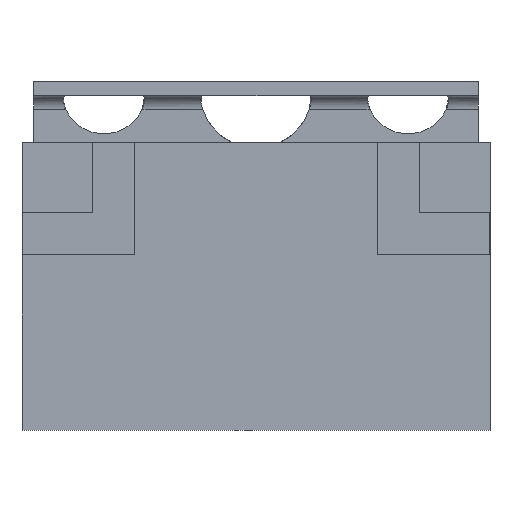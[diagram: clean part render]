
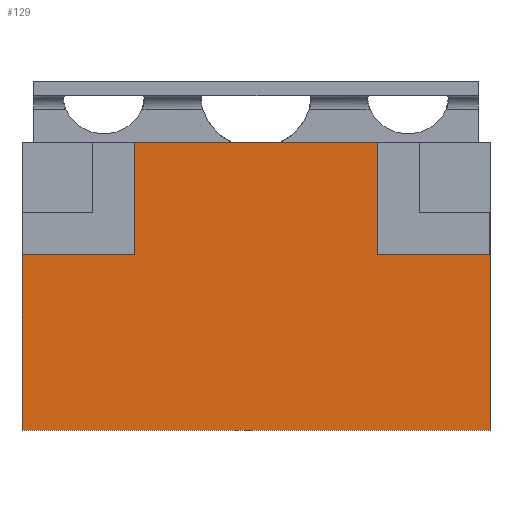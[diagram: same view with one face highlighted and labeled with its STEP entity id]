
A CAD part, left-side view. The second image highlights one B-rep face of the part: STEP entity #129.
In plain terms, the highlighted planar face has unit normal (-1, 0, 0).
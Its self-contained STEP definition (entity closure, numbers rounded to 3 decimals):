
#129=ADVANCED_FACE('',(#3387),#3389,.F.);
#3387=FACE_BOUND('',#3388,.T.);
#3388=EDGE_LOOP('',(#8541,#8542,#8543,#8544,#8545,#8546,#8547,#8548));
#3389=PLANE('',#3390);
#3390=AXIS2_PLACEMENT_3D('',#3391,#3392,#3393);
#3391=CARTESIAN_POINT('',(-2.,-5.,6.15));
#3392=DIRECTION('',(1.,0.,0.));
#3393=DIRECTION('',(0.,0.,-1.));
#8541=ORIENTED_EDGE('',*,*,#10472,.F.);
#8542=ORIENTED_EDGE('',*,*,#10473,.F.);
#8543=ORIENTED_EDGE('',*,*,#10474,.F.);
#8544=ORIENTED_EDGE('',*,*,#10437,.T.);
#8545=ORIENTED_EDGE('',*,*,#10475,.T.);
#8546=ORIENTED_EDGE('',*,*,#10476,.F.);
#8547=ORIENTED_EDGE('',*,*,#10477,.F.);
#8548=ORIENTED_EDGE('',*,*,#10478,.F.);
#10437=EDGE_CURVE('',#11415,#11413,#11416,.T.);
#10472=EDGE_CURVE('',#11483,#11484,#11485,.T.);
#10473=EDGE_CURVE('',#11486,#11483,#11487,.T.);
#10474=EDGE_CURVE('',#11415,#11486,#11488,.T.);
#10475=EDGE_CURVE('',#11413,#11489,#11490,.T.);
#10476=EDGE_CURVE('',#11491,#11489,#11492,.T.);
#10477=EDGE_CURVE('',#11493,#11491,#11494,.T.);
#10478=EDGE_CURVE('',#11484,#11493,#11495,.T.);
#11413=VERTEX_POINT('',#13031);
#11415=VERTEX_POINT('',#13035);
#11416=LINE('',#13036,#13037);
#11483=VERTEX_POINT('',#13173);
#11484=VERTEX_POINT('',#13174);
#11485=LINE('',#13175,#13176);
#11486=VERTEX_POINT('',#13178);
#11487=LINE('',#13179,#13180);
#11488=LINE('',#13182,#13183);
#11489=VERTEX_POINT('',#13185);
#11490=LINE('',#13186,#13187);
#11491=VERTEX_POINT('',#13189);
#11492=LINE('',#13190,#13191);
#11493=VERTEX_POINT('',#13193);
#11494=LINE('',#13194,#13195);
#11495=LINE('',#13197,#13198);
#13031=CARTESIAN_POINT('',(-2.,5.,0.));
#13035=CARTESIAN_POINT('',(-2.,5.,3.75));
#13036=CARTESIAN_POINT('',(-2.,5.,3.75));
#13037=VECTOR('',#13038,1.);
#13038=DIRECTION('',(0.,0.,-1.));
#13173=CARTESIAN_POINT('',(-2.,2.6,6.15));
#13174=CARTESIAN_POINT('',(-2.,-2.6,6.15));
#13175=CARTESIAN_POINT('',(-2.,2.6,6.15));
#13176=VECTOR('',#13177,1.);
#13177=DIRECTION('',(0.,-1.,0.));
#13178=CARTESIAN_POINT('',(-2.,2.6,3.75));
#13179=CARTESIAN_POINT('',(-2.,2.6,3.75));
#13180=VECTOR('',#13181,1.);
#13181=DIRECTION('',(0.,0.,1.));
#13182=CARTESIAN_POINT('',(-2.,5.,3.75));
#13183=VECTOR('',#13184,1.);
#13184=DIRECTION('',(0.,-1.,0.));
#13185=CARTESIAN_POINT('',(-2.,-5.,0.));
#13186=CARTESIAN_POINT('',(-2.,5.,0.));
#13187=VECTOR('',#13188,1.);
#13188=DIRECTION('',(0.,-1.,0.));
#13189=CARTESIAN_POINT('',(-2.,-5.,3.75));
#13190=CARTESIAN_POINT('',(-2.,-5.,3.75));
#13191=VECTOR('',#13192,1.);
#13192=DIRECTION('',(0.,0.,-1.));
#13193=CARTESIAN_POINT('',(-2.,-2.6,3.75));
#13194=CARTESIAN_POINT('',(-2.,-2.6,3.75));
#13195=VECTOR('',#13196,1.);
#13196=DIRECTION('',(0.,-1.,0.));
#13197=CARTESIAN_POINT('',(-2.,-2.6,6.15));
#13198=VECTOR('',#13199,1.);
#13199=DIRECTION('',(0.,0.,-1.));
